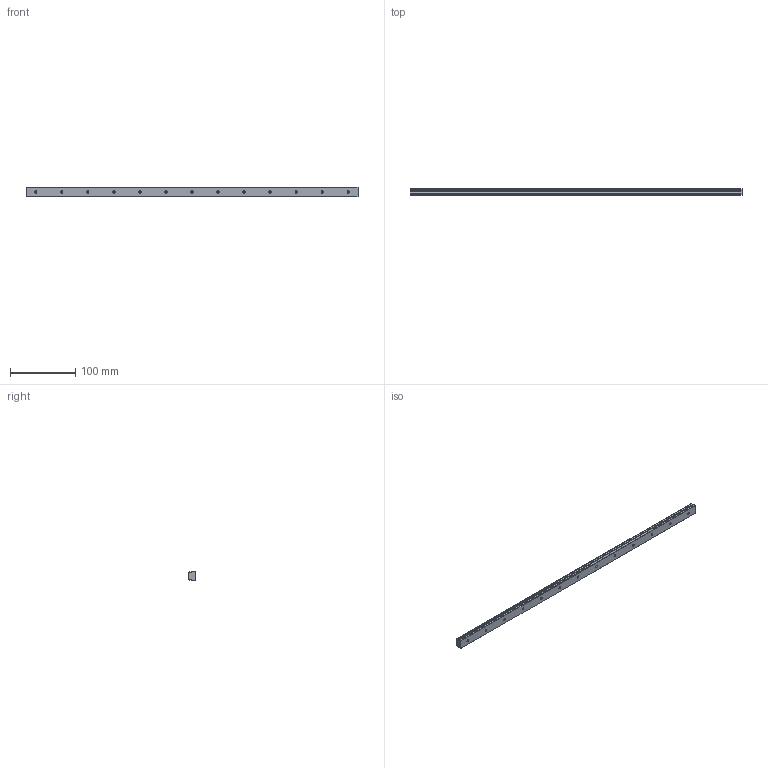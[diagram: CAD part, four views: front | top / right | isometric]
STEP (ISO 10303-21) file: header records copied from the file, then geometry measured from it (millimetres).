
FILE_DESCRIPTION (( 'STEP AP214' ), '1' );
FILE_NAME ('SRS15MSS-510LM_G15_0_0_0_0_0_1.STEP', '2021-08-11T11:02:32', ( '' ), ( '' ), 'SwSTEP 2.0', 'SolidWorks 2021', '' );
FILE_SCHEMA (( 'AUTOMOTIVE_DESIGN' ));
Length unit declared in the file: millimetre
Products named in the file (2): _SRS15M51015 Track; SRS15MSS-510LM_G15_0_0_0_0_0_1
Assembly tree (1 placements, depth 2):
  SRS15MSS-510LM_G15_0_0_0_0_0_1
    _SRS15M51015 Track
Bounding box: 510 x 9.5 x 15 mm (x, y, z)
Volume: 61763.7 mm3; surface area: 26349.7 mm2
Topology: 1 solids, 1 shells, 88 faces, 219 edges, 146 vertices
Faces by surface type: cylinder 59, plane 29
Entity records: 2799 total; most frequent: DIRECTION 521, CARTESIAN_POINT 457, ORIENTED_EDGE 438, EDGE_CURVE 219, AXIS2_PLACEMENT_3D 210, VERTEX_POINT 146, EDGE_LOOP 127, CIRCLE 118
